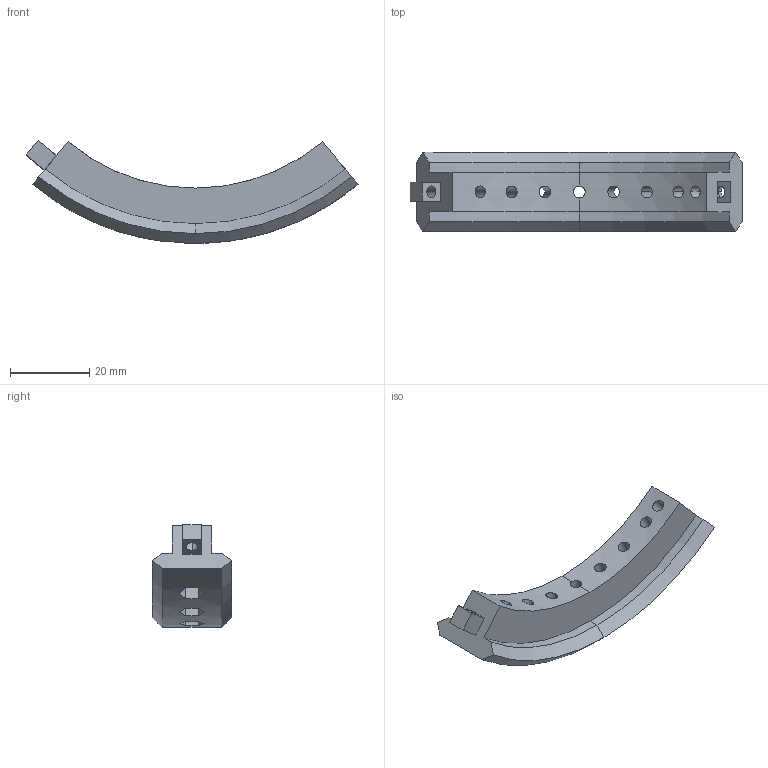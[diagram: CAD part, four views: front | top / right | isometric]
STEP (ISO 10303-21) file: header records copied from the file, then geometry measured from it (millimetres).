
FILE_DESCRIPTION (( 'STEP AP214' ), '1' );
FILE_NAME ('賑遠R50.ST', '2024-10-13T07:25:21', ( '' ), ( '' ), 'SwSTEP 2.0', 'SolidWorks 2024', '' );
FILE_SCHEMA (( 'AUTOMOTIVE_DESIGN' ));
Length unit declared in the file: millimetre
Products named in the file (1): 滑环R50
Bounding box: 83.92 x 20 x 26.03 mm (x, y, z)
Volume: 12785.9 mm3; surface area: 6924.9 mm2
Topology: 1 solids, 1 shells, 100 faces, 266 edges, 176 vertices
Faces by surface type: plane 64, cylinder 30, cone 6
Entity records: 3573 total; most frequent: CARTESIAN_POINT 1093, ORIENTED_EDGE 532, DIRECTION 466, EDGE_CURVE 266, VERTEX_POINT 176, LINE 172, VECTOR 172, AXIS2_PLACEMENT_3D 147
